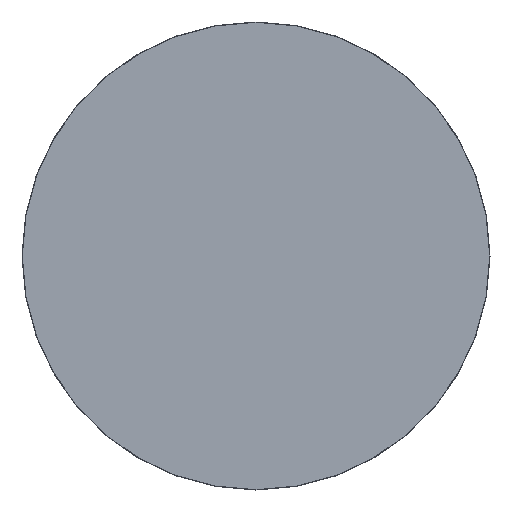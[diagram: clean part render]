
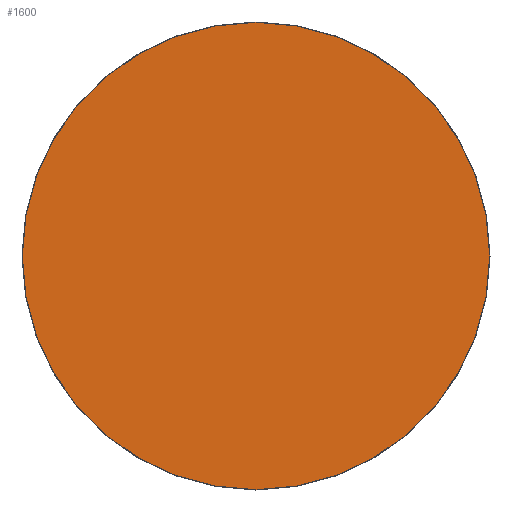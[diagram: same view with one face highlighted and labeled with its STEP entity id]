
A CAD part, front view. The second image highlights one B-rep face of the part: STEP entity #1600.
In plain terms, the highlighted planar face has unit normal (0, -1, 0).
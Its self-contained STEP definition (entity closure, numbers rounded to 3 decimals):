
#145=PLANE('',#1819);
#243=FACE_OUTER_BOUND('',#374,.T.);
#374=EDGE_LOOP('',(#1368));
#630=CIRCLE('',#1817,139.524);
#764=VERTEX_POINT('',#4792);
#965=EDGE_CURVE('',#764,#764,#630,.T.);
#1368=ORIENTED_EDGE('',*,*,#965,.T.);
#1600=ADVANCED_FACE('',(#243),#145,.T.);
#1817=AXIS2_PLACEMENT_3D('',#4793,#2278,#2279);
#1819=AXIS2_PLACEMENT_3D('',#4795,#2282,#2283);
#2278=DIRECTION('center_axis',(0.,-1.,0.));
#2279=DIRECTION('ref_axis',(1.,0.,0.));
#2282=DIRECTION('center_axis',(0.,-1.,0.));
#2283=DIRECTION('ref_axis',(0.,0.,-1.));
#4792=CARTESIAN_POINT('',(-13.054,-14.845,139.524));
#4793=CARTESIAN_POINT('Origin',(-13.054,-14.845,0.));
#4795=CARTESIAN_POINT('Origin',(-13.054,-14.845,0.));
